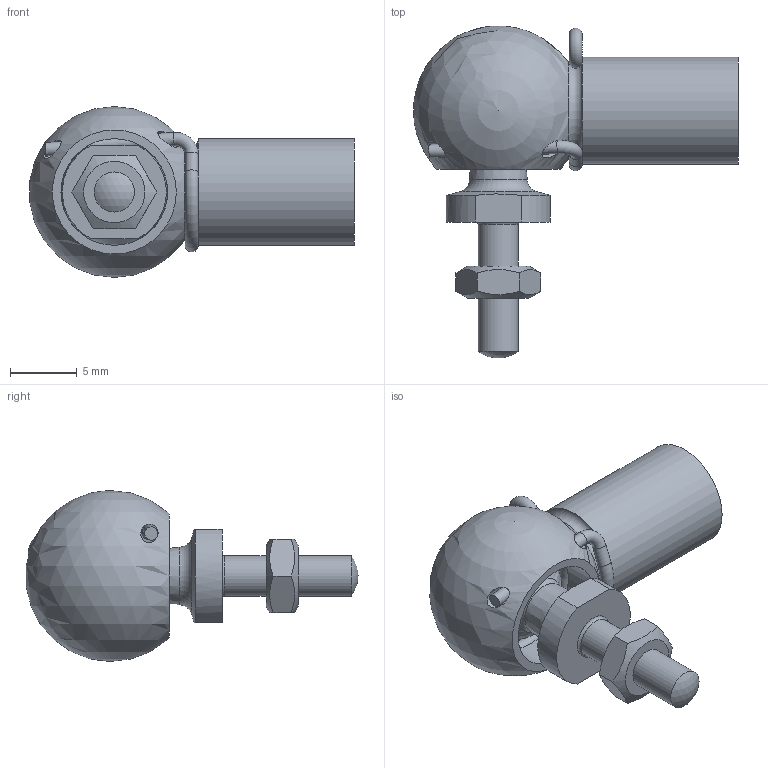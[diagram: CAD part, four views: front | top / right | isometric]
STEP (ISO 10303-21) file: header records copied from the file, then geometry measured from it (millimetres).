
FILE_DESCRIPTION((''),'2;1');
FILE_NAME('0308-WGQ3M3BL.stp','2012-07-16T09:22:49',('CADNEU'),(''),'Autodesk Inventor 2012','Autodesk Inventor 2012','');
FILE_SCHEMA(('AUTOMOTIVE_DESIGN { 1 0 10303 214 1 1 1 1 }'));
Length unit declared in the file: millimetre
Products named in the file (6): WGQ3M3BL; PF_WGQ3_M3; KB_WGQ3_M3; Sperngring-D08; Buegel_08; DIN EN 24032 M3
Assembly tree (5 placements, depth 2):
  WGQ3M3BL
    PF_WGQ3_M3
    KB_WGQ3_M3
    Sperngring-D08
    Buegel_08
    DIN EN 24032 M3
Bounding box: 24.35 x 24.89 x 12.8 mm (x, y, z)
Volume: 1718.3 mm3; surface area: 1887.8 mm2
Topology: 5 solids, 5 shells, 54 faces, 106 edges, 67 vertices
Faces by surface type: plane 21, cylinder 12, torus 9, cone 8, sphere 4
Full cylindrical faces by diameter (mm): 1 x3, 1.3 x1, 2.459 x2, 3 x1, 8 x3
Entity records: 1484 total; most frequent: CARTESIAN_POINT 354, DIRECTION 224, ORIENTED_EDGE 140, AXIS2_PLACEMENT_3D 106, EDGE_LOOP 94, EDGE_CURVE 70, VERTEX_POINT 60, FACE_OUTER_BOUND 54
